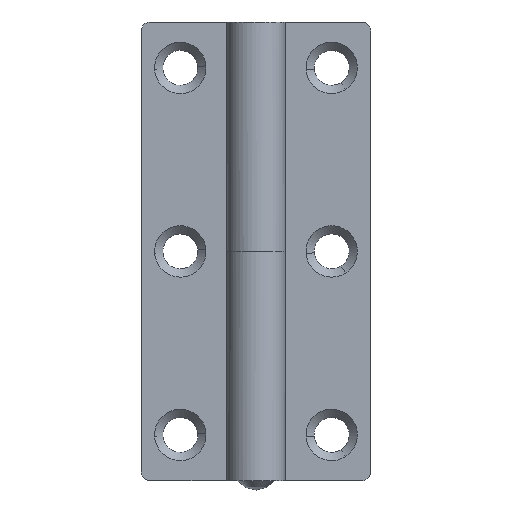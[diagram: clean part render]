
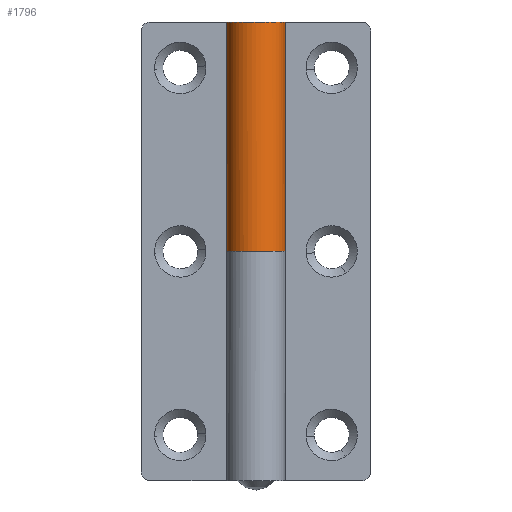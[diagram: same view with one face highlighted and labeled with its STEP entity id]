
A CAD part, front view. The second image highlights one B-rep face of the part: STEP entity #1796.
In plain terms, the highlighted free-form (B-spline) face has degree [1, 2] with [2, 7] control points.
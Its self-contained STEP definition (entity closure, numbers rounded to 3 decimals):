
#1358=CARTESIAN_POINT('',(-2.537,1.95,25.0));
#1359=VERTEX_POINT('',#1358);
#1360=CARTESIAN_POINT('',(0.0,3.2,25.0));
#1361=VERTEX_POINT('',#1360);
#1362=CARTESIAN_POINT('',(-2.537,1.95,25.0));
#1363=CARTESIAN_POINT('',(-4.085,-0.064,25.));
#1364=CARTESIAN_POINT('',(-2.475,-2.029,25.0));
#1365=CARTESIAN_POINT('',(-0.864,-3.993,25.));
#1366=CARTESIAN_POINT('',(1.414,-2.871,25.0));
#1367=CARTESIAN_POINT('',(3.693,-1.748,25.));
#1368=CARTESIAN_POINT('',(3.117,0.726,25.0));
#1369=CARTESIAN_POINT('',(2.54,3.2,25.));
#1370=CARTESIAN_POINT('',(0.0,3.2,25.0));
#1378=(BOUNDED_CURVE()B_SPLINE_CURVE(2,(#1362,#1363,#1364,#1365,#1366,#1367,#1368,#1369,#1370),.UNSPECIFIED.,.F.,.U.)B_SPLINE_CURVE_WITH_KNOTS((3,2,2,2,3),(0.0,0.25,0.5,0.75,1.0),.UNSPECIFIED.)CURVE()GEOMETRIC_REPRESENTATION_ITEM()RATIONAL_B_SPLINE_CURVE((1.0,0.783,1.0,0.783,1.0,0.783,1.0,0.783,1.0))REPRESENTATION_ITEM(''));
#1379=EDGE_CURVE('',#1359,#1361,#1378,.T.);
#1611=CARTESIAN_POINT('',(-2.537,1.95,50.0));
#1612=VERTEX_POINT('',#1611);
#1613=CARTESIAN_POINT('',(-2.537,1.95,25.0));
#1614=CARTESIAN_POINT('',(-2.537,1.95,50.0));
#1615=QUASI_UNIFORM_CURVE('',1,(#1613,#1614),.UNSPECIFIED.,.F.,.U.);
#1616=EDGE_CURVE('',#1359,#1612,#1615,.T.);
#1639=CARTESIAN_POINT('',(0.,3.2,50.0));
#1640=VERTEX_POINT('',#1639);
#1641=CARTESIAN_POINT('',(0.0,3.2,50.0));
#1642=CARTESIAN_POINT('',(2.54,3.2,50.));
#1643=CARTESIAN_POINT('',(3.117,0.726,50.0));
#1644=CARTESIAN_POINT('',(3.693,-1.748,50.));
#1645=CARTESIAN_POINT('',(1.414,-2.871,50.0));
#1646=CARTESIAN_POINT('',(-0.864,-3.993,50.));
#1647=CARTESIAN_POINT('',(-2.475,-2.029,50.0));
#1648=CARTESIAN_POINT('',(-4.085,-0.064,50.));
#1649=CARTESIAN_POINT('',(-2.537,1.95,50.0));
#1657=(BOUNDED_CURVE()B_SPLINE_CURVE(2,(#1641,#1642,#1643,#1644,#1645,#1646,#1647,#1648,#1649),.UNSPECIFIED.,.F.,.U.)B_SPLINE_CURVE_WITH_KNOTS((3,2,2,2,3),(0.0,0.25,0.5,0.75,1.0),.UNSPECIFIED.)CURVE()GEOMETRIC_REPRESENTATION_ITEM()RATIONAL_B_SPLINE_CURVE((1.0,0.783,1.0,0.783,1.0,0.783,1.0,0.783,1.0))REPRESENTATION_ITEM(''));
#1658=EDGE_CURVE('',#1640,#1612,#1657,.T.);
#1731=CARTESIAN_POINT('',(0.0,3.2,25.0));
#1732=CARTESIAN_POINT('',(0.,3.2,50.0));
#1733=QUASI_UNIFORM_CURVE('',1,(#1731,#1732),.UNSPECIFIED.,.F.,.U.);
#1734=EDGE_CURVE('',#1361,#1640,#1733,.T.);
#1768=CARTESIAN_POINT('',(-0.109,3.198,24.375));
#1769=CARTESIAN_POINT('',(-0.109,3.198,50.641));
#1770=CARTESIAN_POINT('',(4.034,3.34,24.375));
#1771=CARTESIAN_POINT('',(4.034,3.34,50.641));
#1772=CARTESIAN_POINT('',(3.122,-0.704,24.375));
#1773=CARTESIAN_POINT('',(3.122,-0.704,50.641));
#1774=CARTESIAN_POINT('',(2.209,-4.748,24.375));
#1775=CARTESIAN_POINT('',(2.209,-4.748,50.641));
#1776=CARTESIAN_POINT('',(-1.472,-2.842,24.375));
#1777=CARTESIAN_POINT('',(-1.472,-2.842,50.641));
#1778=CARTESIAN_POINT('',(-5.153,-0.935,24.375));
#1779=CARTESIAN_POINT('',(-5.153,-0.935,50.641));
#1780=CARTESIAN_POINT('',(-2.376,2.143,24.375));
#1781=CARTESIAN_POINT('',(-2.376,2.143,50.641));
#1789=(BOUNDED_SURFACE()B_SPLINE_SURFACE(1,2,((#1768,#1770,#1772,#1774,#1776,#1778,#1780),(#1769,#1771,#1773,#1775,#1777,#1779,#1781)),.UNSPECIFIED.,.F.,.F.,.U.)B_SPLINE_SURFACE_WITH_KNOTS((2,2),(3,2,2,3),(0.0,26.266),(0.0,6.289,12.578,18.867),.UNSPECIFIED.)GEOMETRIC_REPRESENTATION_ITEM()RATIONAL_B_SPLINE_SURFACE(((1.0,0.611,1.0,0.611,1.0,0.611,1.0),(1.0,0.611,1.0,0.611,1.0,0.611,1.0)))REPRESENTATION_ITEM('')SURFACE());
#1790=ORIENTED_EDGE('',*,*,#1379,.T.);
#1791=ORIENTED_EDGE('',*,*,#1734,.T.);
#1792=ORIENTED_EDGE('',*,*,#1658,.T.);
#1793=ORIENTED_EDGE('',*,*,#1616,.F.);
#1794=EDGE_LOOP('',(#1790,#1791,#1792,#1793));
#1795=FACE_OUTER_BOUND('',#1794,.T.);
#1796=ADVANCED_FACE('',(#1795),#1789,.T.);
